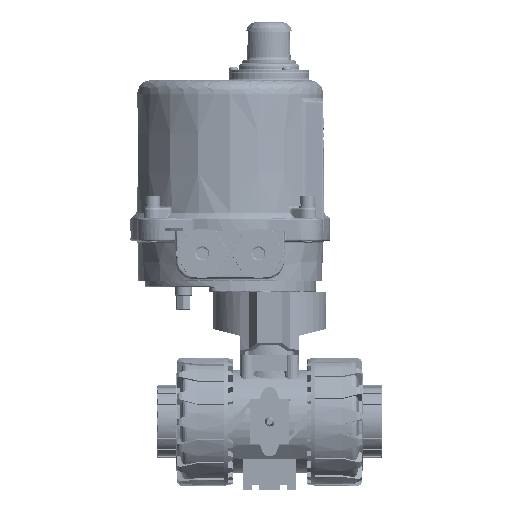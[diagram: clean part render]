
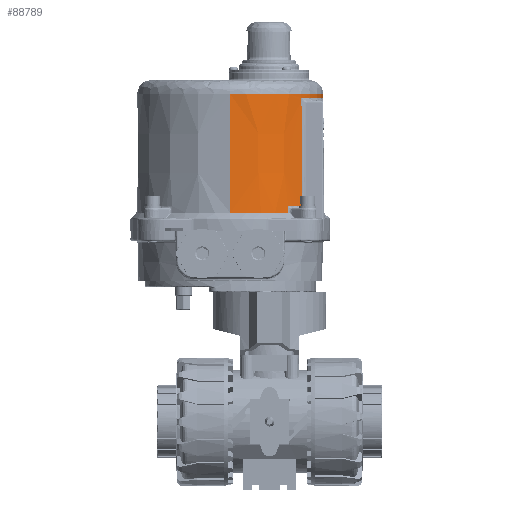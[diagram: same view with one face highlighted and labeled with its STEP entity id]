
A CAD part, front view. The second image highlights one B-rep face of the part: STEP entity #88789.
In plain terms, the highlighted conical face has half-angle 0.3 degrees and reference radius 53.144 mm.
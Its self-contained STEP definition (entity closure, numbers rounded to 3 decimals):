
#243 = CARTESIAN_POINT ( 'NONE',  ( -34.213, -40.687, 74.995 ) ) ;
#495 = AXIS2_PLACEMENT_3D ( 'NONE', #79407, #198814, #96555 ) ;
#7794 = CARTESIAN_POINT ( 'NONE',  ( -42.006, -33.107, 13. ) ) ;
#10146 = CARTESIAN_POINT ( 'NONE',  ( -42.025, -33.106, 10.227 ) ) ;
#13902 = ORIENTED_EDGE ( 'NONE', *, *, #110762, .T. ) ;
#14129 = B_SPLINE_CURVE_WITH_KNOTS ( 'NONE', 3,
 ( #85491, #243, #136930, #34754 ),
 .UNSPECIFIED., .F., .F.,
 ( 4, 4 ),
 ( 0., 1. ),
 .UNSPECIFIED. ) ;
#18445 = CARTESIAN_POINT ( 'NONE',  ( 0., 0., 13.995 ) ) ;
#20810 = VERTEX_POINT ( 'NONE', #123408 ) ;
#27989 = CARTESIAN_POINT ( 'NONE',  ( -34.424, -40.79, 33.997 ) ) ;
#28427 = CONICAL_SURFACE ( 'NONE', #51714, 53.144, 0.005 ) ;
#31159 = CARTESIAN_POINT ( 'NONE',  ( 0., 0., 75.492 ) ) ;
#34754 = CARTESIAN_POINT ( 'NONE',  ( -34.218, -40.689, 74. ) ) ;
#35718 = DIRECTION ( 'NONE',  ( 0., 1., 0. ) ) ;
#39597 = EDGE_CURVE ( 'NONE', #188333, #152463, #63468, .T. ) ;
#40681 = CARTESIAN_POINT ( 'NONE',  ( -1.969, -53.112, 77.194 ) ) ;
#42035 = EDGE_CURVE ( 'NONE', #94825, #183710, #77871, .T. ) ;
#42597 = B_SPLINE_CURVE_WITH_KNOTS ( 'NONE', 3,
 ( #106814, #209119, #158228, #56038 ),
 .UNSPECIFIED., .F., .F.,
 ( 4, 4 ),
 ( 0., 1. ),
 .UNSPECIFIED. ) ;
#42997 = ORIENTED_EDGE ( 'NONE', *, *, #42035, .F. ) ;
#45954 = VERTEX_POINT ( 'NONE', #92847 ) ;
#47459 = ORIENTED_EDGE ( 'NONE', *, *, #179909, .F. ) ;
#48311 = DIRECTION ( 'NONE',  ( 0., 1., 0. ) ) ;
#51714 = AXIS2_PLACEMENT_3D ( 'NONE', #117408, #203328, #67460 ) ;
#52200 = LINE ( 'NONE', #111743, #92223 ) ;
#55733 = DIRECTION ( 'NONE',  ( 0., 0., 1. ) ) ;
#56038 = CARTESIAN_POINT ( 'NONE',  ( -41.999, -33.108, 13.995 ) ) ;
#59700 = VERTEX_POINT ( 'NONE', #7794 ) ;
#63468 = CIRCLE ( 'NONE', #144524, 53.157 ) ;
#64434 = CARTESIAN_POINT ( 'NONE',  ( -34.527, -40.84, 13.995 ) ) ;
#67460 = DIRECTION ( 'NONE',  ( -1., 0., 0. ) ) ;
#68398 = CARTESIAN_POINT ( 'NONE',  ( -42.025, -33.106, 10.227 ) ) ;
#69051 = VERTEX_POINT ( 'NONE', #10146 ) ;
#72006 = CIRCLE ( 'NONE', #140293, 53.144 ) ;
#74937 = CARTESIAN_POINT ( 'NONE',  ( -34.218, -40.689, 74. ) ) ;
#77871 = B_SPLINE_CURVE_WITH_KNOTS ( 'NONE', 3,
 ( #96680, #147376, #27989, #216182 ),
 .UNSPECIFIED., .F., .F.,
 ( 4, 4 ),
 ( 0., 1. ),
 .UNSPECIFIED. ) ;
#78895 = ORIENTED_EDGE ( 'NONE', *, *, #118024, .T. ) ;
#79407 = CARTESIAN_POINT ( 'NONE',  ( 0., 0., 10.227 ) ) ;
#85491 = CARTESIAN_POINT ( 'NONE',  ( -34.211, -40.685, 75.492 ) ) ;
#85520 = CARTESIAN_POINT ( 'NONE',  ( -42.012, -33.107, 12.076 ) ) ;
#88789 = ADVANCED_FACE ( 'NONE', ( #180686 ), #28427, .T. ) ;
#89504 = EDGE_CURVE ( 'NONE', #184498, #180513, #52200, .T. ) ;
#89943 = ORIENTED_EDGE ( 'NONE', *, *, #89504, .T. ) ;
#92201 = CARTESIAN_POINT ( 'NONE',  ( -2.087, -53.112, 76.343 ) ) ;
#92223 = VECTOR ( 'NONE', #128883, 1000. ) ;
#92539 = EDGE_CURVE ( 'NONE', #69051, #180513, #184582, .T. ) ;
#92847 = CARTESIAN_POINT ( 'NONE',  ( -1.838, -53.112, 78.042 ) ) ;
#94825 = VERTEX_POINT ( 'NONE', #74937 ) ;
#96555 = DIRECTION ( 'NONE',  ( -1., 0., 0. ) ) ;
#96680 = CARTESIAN_POINT ( 'NONE',  ( -34.218, -40.689, 74. ) ) ;
#97366 = ORIENTED_EDGE ( 'NONE', *, *, #149059, .F. ) ;
#97958 = B_SPLINE_CURVE_WITH_KNOTS ( 'NONE', 3,
 ( #108636, #40681, #92201, #211716 ),
 .UNSPECIFIED., .F., .F.,
 ( 4, 4 ),
 ( 0., 1. ),
 .UNSPECIFIED. ) ;
#104526 = CIRCLE ( 'NONE', #206596, 53.479 ) ;
#106814 = CARTESIAN_POINT ( 'NONE',  ( -42.006, -33.107, 13. ) ) ;
#108636 = CARTESIAN_POINT ( 'NONE',  ( -1.838, -53.112, 78.042 ) ) ;
#110762 = EDGE_CURVE ( 'NONE', #20810, #183710, #104526, .T. ) ;
#111743 = CARTESIAN_POINT ( 'NONE',  ( -53.144, 0., 78.042 ) ) ;
#114639 = B_SPLINE_CURVE_WITH_KNOTS ( 'NONE', 3,
 ( #68398, #153409, #85520, #205011 ),
 .UNSPECIFIED., .F., .F.,
 ( 4, 4 ),
 ( 0., 1. ),
 .UNSPECIFIED. ) ;
#117408 = CARTESIAN_POINT ( 'NONE',  ( 0., 0., 78.042 ) ) ;
#118024 = EDGE_CURVE ( 'NONE', #59700, #20810, #42597, .T. ) ;
#123408 = CARTESIAN_POINT ( 'NONE',  ( -41.999, -33.108, 13.995 ) ) ;
#128883 = DIRECTION ( 'NONE',  ( -0.005, 0., -1. ) ) ;
#130200 = CARTESIAN_POINT ( 'NONE',  ( -2.197, -53.112, 75.492 ) ) ;
#131271 = EDGE_CURVE ( 'NONE', #69051, #59700, #114639, .T. ) ;
#135295 = ORIENTED_EDGE ( 'NONE', *, *, #193777, .F. ) ;
#136069 = EDGE_LOOP ( 'NONE', ( #97366, #89943, #214888, #155887, #78895, #13902, #42997, #135295, #154799, #47459 ) ) ;
#136930 = CARTESIAN_POINT ( 'NONE',  ( -34.216, -40.688, 74.497 ) ) ;
#137901 = DIRECTION ( 'NONE',  ( 0., 0., 1. ) ) ;
#140293 = AXIS2_PLACEMENT_3D ( 'NONE', #157941, #55733, #175125 ) ;
#144524 = AXIS2_PLACEMENT_3D ( 'NONE', #31159, #150558, #48311 ) ;
#147376 = CARTESIAN_POINT ( 'NONE',  ( -34.321, -40.74, 53.998 ) ) ;
#149059 = EDGE_CURVE ( 'NONE', #184498, #45954, #72006, .T. ) ;
#150558 = DIRECTION ( 'NONE',  ( 0., 0., -1. ) ) ;
#152463 = VERTEX_POINT ( 'NONE', #220758 ) ;
#153409 = CARTESIAN_POINT ( 'NONE',  ( -42.018, -33.107, 11.151 ) ) ;
#154799 = ORIENTED_EDGE ( 'NONE', *, *, #39597, .F. ) ;
#155887 = ORIENTED_EDGE ( 'NONE', *, *, #131271, .T. ) ;
#157941 = CARTESIAN_POINT ( 'NONE',  ( 0., 0., 78.042 ) ) ;
#158228 = CARTESIAN_POINT ( 'NONE',  ( -42.001, -33.108, 13.663 ) ) ;
#162916 = CARTESIAN_POINT ( 'NONE',  ( -53.499, 0., 10.227 ) ) ;
#170040 = CARTESIAN_POINT ( 'NONE',  ( -53.144, 0., 78.042 ) ) ;
#175125 = DIRECTION ( 'NONE',  ( -1., 0., 0. ) ) ;
#179909 = EDGE_CURVE ( 'NONE', #45954, #188333, #97958, .T. ) ;
#180513 = VERTEX_POINT ( 'NONE', #162916 ) ;
#180686 = FACE_OUTER_BOUND ( 'NONE', #136069, .T. ) ;
#183710 = VERTEX_POINT ( 'NONE', #64434 ) ;
#184498 = VERTEX_POINT ( 'NONE', #170040 ) ;
#184582 = CIRCLE ( 'NONE', #495, 53.499 ) ;
#188333 = VERTEX_POINT ( 'NONE', #130200 ) ;
#193777 = EDGE_CURVE ( 'NONE', #152463, #94825, #14129, .T. ) ;
#198814 = DIRECTION ( 'NONE',  ( 0., 0., -1. ) ) ;
#203328 = DIRECTION ( 'NONE',  ( 0., 0., -1. ) ) ;
#205011 = CARTESIAN_POINT ( 'NONE',  ( -42.006, -33.107, 13. ) ) ;
#206596 = AXIS2_PLACEMENT_3D ( 'NONE', #18445, #137901, #35718 ) ;
#209119 = CARTESIAN_POINT ( 'NONE',  ( -42.003, -33.107, 13.332 ) ) ;
#211716 = CARTESIAN_POINT ( 'NONE',  ( -2.197, -53.112, 75.492 ) ) ;
#214888 = ORIENTED_EDGE ( 'NONE', *, *, #92539, .F. ) ;
#216182 = CARTESIAN_POINT ( 'NONE',  ( -34.527, -40.84, 13.995 ) ) ;
#220758 = CARTESIAN_POINT ( 'NONE',  ( -34.211, -40.685, 75.492 ) ) ;
